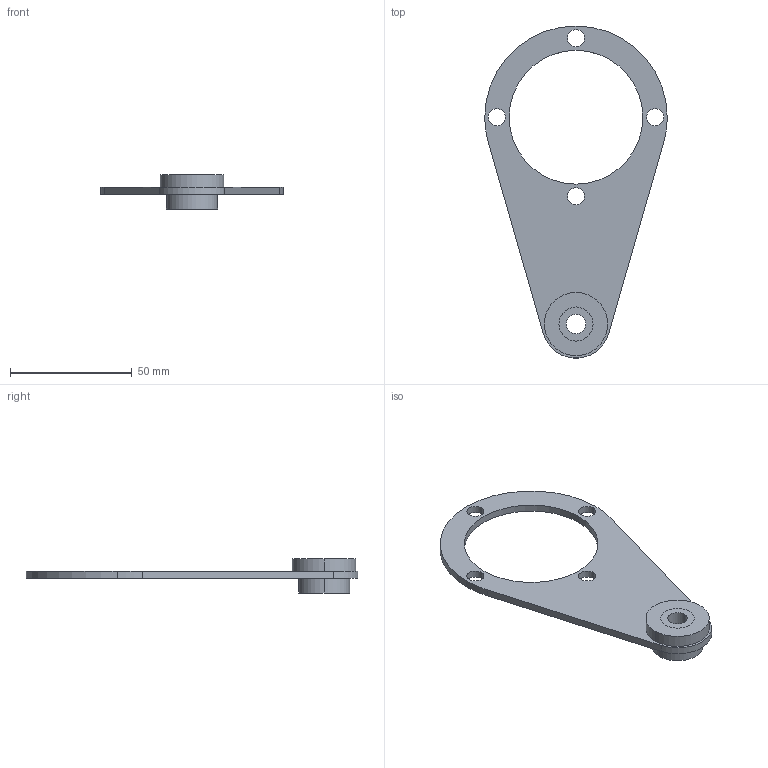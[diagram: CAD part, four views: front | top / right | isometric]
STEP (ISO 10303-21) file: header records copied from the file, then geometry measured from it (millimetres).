
FILE_DESCRIPTION (( 'STEP AP214' ), '1' );
FILE_NAME ('WGA-30M-ACC2.STEP', '2014-10-31T12:51:50', ( '' ), ( '' ), 'SwSTEP 2.0', 'SolidWorks 2014', '' );
FILE_SCHEMA (( 'AUTOMOTIVE_DESIGN' ));
Length unit declared in the file: inch
Products named in the file (1): WGA-30M-ACC2
Bounding box: 75 x 136.45 x 14 mm (x, y, z)
Volume: 17627.9 mm3; surface area: 14289 mm2
Topology: 4 solids, 4 shells, 38 faces, 90 edges, 60 vertices
Faces by surface type: cylinder 28, plane 10
Entity records: 1239 total; most frequent: DIRECTION 224, CARTESIAN_POINT 189, ORIENTED_EDGE 180, AXIS2_PLACEMENT_3D 95, EDGE_CURVE 90, VERTEX_POINT 60, EDGE_LOOP 56, CIRCLE 56
